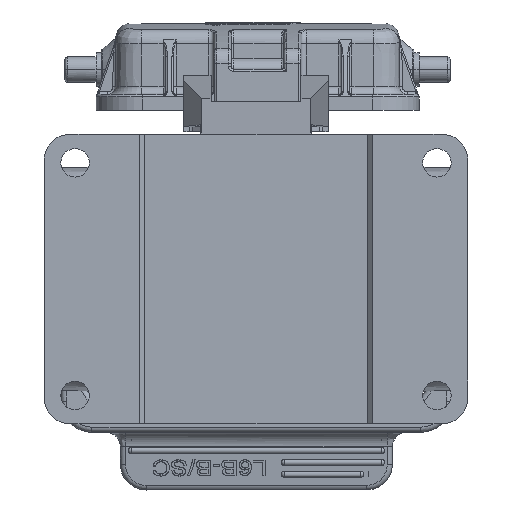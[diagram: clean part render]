
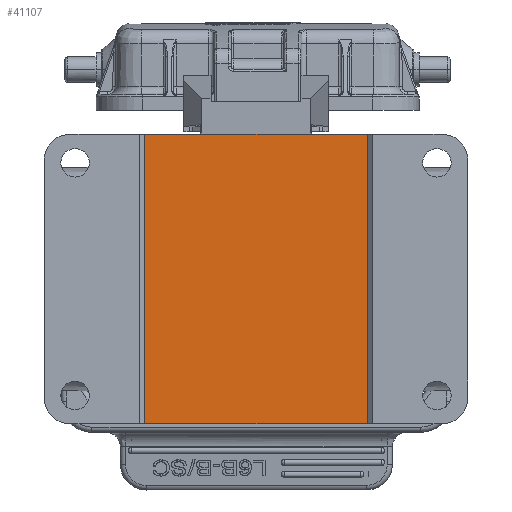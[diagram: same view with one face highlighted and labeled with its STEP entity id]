
A CAD part, front view. The second image highlights one B-rep face of the part: STEP entity #41107.
In plain terms, the highlighted planar face has unit normal (0, -1, 0).
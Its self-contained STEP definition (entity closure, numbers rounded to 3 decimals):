
#7559=DIRECTION('',(1.,0.,0.));
#7560=VECTOR('',#7559,43.);
#7561=CARTESIAN_POINT('',(-21.5,1.,28.));
#7562=LINE('',#7561,#7560);
#7563=DIRECTION('',(-1.,0.,0.));
#7564=VECTOR('',#7563,43.);
#7565=CARTESIAN_POINT('',(21.5,1.,-28.));
#7566=LINE('',#7565,#7564);
#7567=DIRECTION('',(0.,0.,1.));
#7568=VECTOR('',#7567,56.);
#7569=CARTESIAN_POINT('',(-21.5,1.,-28.));
#7570=LINE('',#7569,#7568);
#7571=DIRECTION('',(0.,0.,1.));
#7572=VECTOR('',#7571,56.);
#7573=CARTESIAN_POINT('',(21.5,1.,-28.));
#7574=LINE('',#7573,#7572);
#24137=CARTESIAN_POINT('',(21.5,1.,-28.));
#24138=VERTEX_POINT('',#24137);
#24139=CARTESIAN_POINT('',(21.5,1.,28.));
#24140=VERTEX_POINT('',#24139);
#24149=CARTESIAN_POINT('',(-21.5,1.,-28.));
#24150=VERTEX_POINT('',#24149);
#24163=CARTESIAN_POINT('',(-21.5,1.,28.));
#24164=VERTEX_POINT('',#24163);
#41095=CARTESIAN_POINT('',(0.,1.,0.));
#41096=DIRECTION('',(0.,1.,0.));
#41097=DIRECTION('',(-1.,0.,0.));
#41098=AXIS2_PLACEMENT_3D('',#41095,#41096,#41097);
#41099=PLANE('',#41098);
#41100=ORIENTED_EDGE('',*,*,#40863,.T.);
#41102=ORIENTED_EDGE('',*,*,#41101,.F.);
#41103=ORIENTED_EDGE('',*,*,#41084,.T.);
#41104=ORIENTED_EDGE('',*,*,#40843,.T.);
#41105=EDGE_LOOP('',(#41100,#41102,#41103,#41104));
#41106=FACE_OUTER_BOUND('',#41105,.F.);
#40843=EDGE_CURVE('',#24150,#24164,#7570,.T.);
#40863=EDGE_CURVE('',#24164,#24140,#7562,.T.);
#41084=EDGE_CURVE('',#24138,#24150,#7566,.T.);
#41101=EDGE_CURVE('',#24138,#24140,#7574,.T.);
#41107=ADVANCED_FACE('',(#41106),#41099,.F.);
